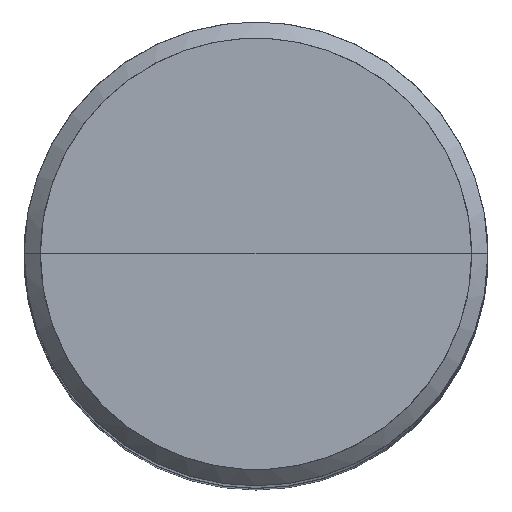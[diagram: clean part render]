
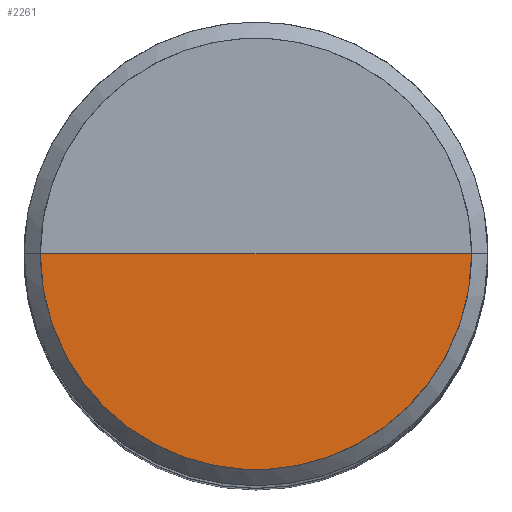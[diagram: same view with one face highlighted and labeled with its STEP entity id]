
A CAD part, top view. The second image highlights one B-rep face of the part: STEP entity #2261.
In plain terms, the highlighted free-form (B-spline) face has degree [1, 2] with [2, 5] control points.
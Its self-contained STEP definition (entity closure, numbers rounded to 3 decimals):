
#1779=CARTESIAN_POINT('',(9.3,0.0,52.0));
#1783=CARTESIAN_POINT('',(-9.3,0.0,52.0));
#1784=CARTESIAN_POINT('',(0.0,0.0,52.0));
#1800=CARTESIAN_POINT('',(-9.3,-9.3,52.0));
#1801=CARTESIAN_POINT('',(0.0,-9.3,52.0));
#1802=CARTESIAN_POINT('',(9.3,-9.3,52.0));
#2246=(
BOUNDED_SURFACE()
B_SPLINE_SURFACE(1,2,(
(#1783,#1800,#1801,#1802,#1779),
(#1784,#1784,#1784,#1784,#1784)
), .UNSPECIFIED.,.F.,.F.,.F.)
B_SPLINE_SURFACE_WITH_KNOTS((2,2),(3,2,3),(
0.0,1.0),(
0.0,0.5,1.0), .UNSPECIFIED.)
GEOMETRIC_REPRESENTATION_ITEM()
RATIONAL_B_SPLINE_SURFACE(((1.0,0.707,1.0,0.707,1.0),
(1.0,0.707,1.0,0.707,1.0)
))
REPRESENTATION_ITEM('')
SURFACE()
);
#2247=(
BOUNDED_CURVE()
B_SPLINE_CURVE(2,(#1779,#1802,#1801,#1800,#1783),.UNSPECIFIED.,.F.,.F.)
B_SPLINE_CURVE_WITH_KNOTS((3,2,3),
(0.0,0.5,1.0),.UNSPECIFIED.)
CURVE()
GEOMETRIC_REPRESENTATION_ITEM()
RATIONAL_B_SPLINE_CURVE((1.0,0.707,1.0,0.707,1.0))
REPRESENTATION_ITEM('')
);
#2248=(
BOUNDED_CURVE()
B_SPLINE_CURVE(1,(#1783,#1784),.UNSPECIFIED.,.F.,.F.)
B_SPLINE_CURVE_WITH_KNOTS((2,2),
(0.0,1.0),.UNSPECIFIED.)
CURVE()
GEOMETRIC_REPRESENTATION_ITEM()
RATIONAL_B_SPLINE_CURVE((1.0,1.0))
REPRESENTATION_ITEM('')
);
#2249=(
BOUNDED_CURVE()
B_SPLINE_CURVE(1,(#1784,#1779),.UNSPECIFIED.,.F.,.F.)
B_SPLINE_CURVE_WITH_KNOTS((2,2),
(0.0,1.0),.UNSPECIFIED.)
CURVE()
GEOMETRIC_REPRESENTATION_ITEM()
RATIONAL_B_SPLINE_CURVE((1.0,1.0))
REPRESENTATION_ITEM('')
);
#2250=VERTEX_POINT('',#1779);
#2251=VERTEX_POINT('',#1783);
#2252=VERTEX_POINT('',#1784);
#2253=EDGE_CURVE('',#2250,#2251,#2247,.T.);
#2254=EDGE_CURVE('',#2251,#2252,#2248,.T.);
#2255=EDGE_CURVE('',#2252,#2250,#2249,.T.);
#2256=ORIENTED_EDGE('',*,*,#2253,.T.);
#2257=ORIENTED_EDGE('',*,*,#2254,.T.);
#2258=ORIENTED_EDGE('',*,*,#2255,.T.);
#2259=EDGE_LOOP('',(#2256,#2257,#2258));
#2260=FACE_OUTER_BOUND('',#2259,.T.);
#2261=ADVANCED_FACE('',(#2260),#2246,.T.);
